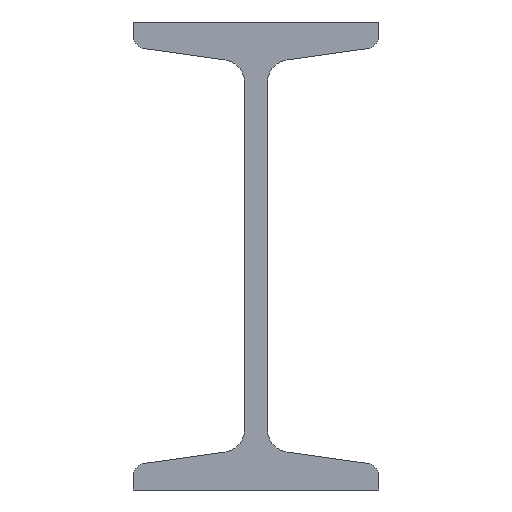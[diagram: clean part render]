
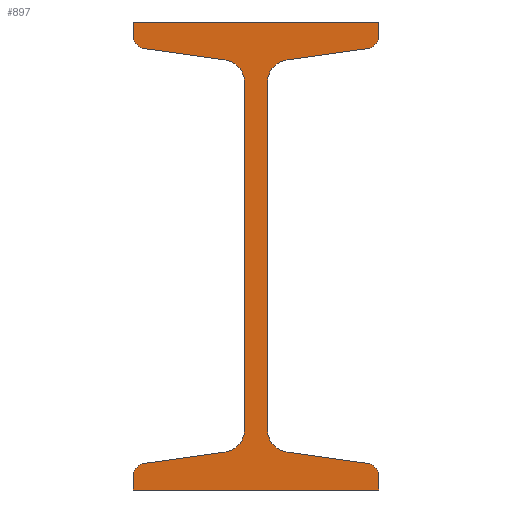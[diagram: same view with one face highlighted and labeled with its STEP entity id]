
A CAD part, front view. The second image highlights one B-rep face of the part: STEP entity #897.
In plain terms, the highlighted planar face has unit normal (0, -1, 0).
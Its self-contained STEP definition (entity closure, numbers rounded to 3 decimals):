
#2=DIRECTION('',(0.,0.,1.));
#3=VECTOR('',#2,2.267);
#4=CARTESIAN_POINT('',(-21.,0.,-40.));
#5=LINE('',#4,#3);
#6=CARTESIAN_POINT('',(-18.7,0.,-37.733));
#7=DIRECTION('',(0.,1.,0.));
#8=DIRECTION('',(-1.,0.,0.));
#9=AXIS2_PLACEMENT_3D('',#6,#7,#8);
#11=DIRECTION('',(0.99,0.,0.139));
#12=VECTOR('',#11,13.848);
#13=CARTESIAN_POINT('',(-19.02,0.,-35.455));
#14=LINE('',#13,#12);
#15=CARTESIAN_POINT('',(-5.85,0.,-29.666));
#16=DIRECTION('',(0.,-1.,0.));
#17=DIRECTION('',(0.139,0.,-0.99));
#18=AXIS2_PLACEMENT_3D('',#15,#16,#17);
#20=DIRECTION('',(0.,0.,1.));
#21=VECTOR('',#20,59.332);
#22=CARTESIAN_POINT('',(-1.95,0.,-29.666));
#23=LINE('',#22,#21);
#24=CARTESIAN_POINT('',(-5.85,0.,29.666));
#25=DIRECTION('',(0.,-1.,0.));
#26=DIRECTION('',(1.,0.,0.));
#27=AXIS2_PLACEMENT_3D('',#24,#25,#26);
#29=DIRECTION('',(-0.99,0.,0.139));
#30=VECTOR('',#29,13.848);
#31=CARTESIAN_POINT('',(-5.307,0.,33.528));
#32=LINE('',#31,#30);
#33=CARTESIAN_POINT('',(-18.7,0.,37.733));
#34=DIRECTION('',(0.,1.,0.));
#35=DIRECTION('',(-0.139,0.,-0.99));
#36=AXIS2_PLACEMENT_3D('',#33,#34,#35);
#38=DIRECTION('',(0.,0.,1.));
#39=VECTOR('',#38,2.267);
#40=CARTESIAN_POINT('',(-21.,0.,37.733));
#41=LINE('',#40,#39);
#42=DIRECTION('',(1.,0.,0.));
#43=VECTOR('',#42,42.);
#44=CARTESIAN_POINT('',(-21.,0.,40.));
#45=LINE('',#44,#43);
#46=DIRECTION('',(0.,0.,-1.));
#47=VECTOR('',#46,2.267);
#48=CARTESIAN_POINT('',(21.,0.,40.));
#49=LINE('',#48,#47);
#50=CARTESIAN_POINT('',(18.7,0.,37.733));
#51=DIRECTION('',(0.,1.,0.));
#52=DIRECTION('',(1.,0.,0.));
#53=AXIS2_PLACEMENT_3D('',#50,#51,#52);
#55=DIRECTION('',(-0.99,0.,-0.139));
#56=VECTOR('',#55,13.848);
#57=CARTESIAN_POINT('',(19.02,0.,35.455));
#58=LINE('',#57,#56);
#59=CARTESIAN_POINT('',(5.85,0.,29.666));
#60=DIRECTION('',(0.,-1.,0.));
#61=DIRECTION('',(-0.139,0.,0.99));
#62=AXIS2_PLACEMENT_3D('',#59,#60,#61);
#64=DIRECTION('',(0.,0.,-1.));
#65=VECTOR('',#64,59.332);
#66=CARTESIAN_POINT('',(1.95,0.,29.666));
#67=LINE('',#66,#65);
#68=CARTESIAN_POINT('',(5.85,0.,-29.666));
#69=DIRECTION('',(0.,-1.,0.));
#70=DIRECTION('',(-1.,0.,0.));
#71=AXIS2_PLACEMENT_3D('',#68,#69,#70);
#73=DIRECTION('',(0.99,0.,-0.139));
#74=VECTOR('',#73,13.848);
#75=CARTESIAN_POINT('',(5.307,0.,-33.528));
#76=LINE('',#75,#74);
#77=CARTESIAN_POINT('',(18.7,0.,-37.733));
#78=DIRECTION('',(0.,1.,0.));
#79=DIRECTION('',(0.139,0.,0.99));
#80=AXIS2_PLACEMENT_3D('',#77,#78,#79);
#82=DIRECTION('',(0.,0.,-1.));
#83=VECTOR('',#82,2.267);
#84=CARTESIAN_POINT('',(21.,0.,-37.733));
#85=LINE('',#84,#83);
#86=DIRECTION('',(-1.,0.,0.));
#87=VECTOR('',#86,42.);
#88=CARTESIAN_POINT('',(21.,0.,-40.));
#89=LINE('',#88,#87);
#642=CARTESIAN_POINT('',(-21.,0.,-40.));
#643=CARTESIAN_POINT('',(-21.,0.,-37.733));
#644=VERTEX_POINT('',#642);
#645=VERTEX_POINT('',#643);
#646=CARTESIAN_POINT('',(-19.02,0.,-35.455));
#647=VERTEX_POINT('',#646);
#648=CARTESIAN_POINT('',(-5.307,0.,-33.528));
#649=VERTEX_POINT('',#648);
#650=CARTESIAN_POINT('',(-1.95,0.,-29.666));
#651=VERTEX_POINT('',#650);
#652=CARTESIAN_POINT('',(-1.95,0.,29.666));
#653=VERTEX_POINT('',#652);
#654=CARTESIAN_POINT('',(-5.307,0.,33.528));
#655=VERTEX_POINT('',#654);
#656=CARTESIAN_POINT('',(-19.02,0.,35.455));
#657=VERTEX_POINT('',#656);
#658=CARTESIAN_POINT('',(-21.,0.,37.733));
#659=VERTEX_POINT('',#658);
#660=CARTESIAN_POINT('',(-21.,0.,40.));
#661=VERTEX_POINT('',#660);
#662=CARTESIAN_POINT('',(21.,0.,40.));
#663=VERTEX_POINT('',#662);
#664=CARTESIAN_POINT('',(21.,0.,37.733));
#665=VERTEX_POINT('',#664);
#666=CARTESIAN_POINT('',(19.02,0.,35.455));
#667=VERTEX_POINT('',#666);
#668=CARTESIAN_POINT('',(5.307,0.,33.528));
#669=VERTEX_POINT('',#668);
#670=CARTESIAN_POINT('',(1.95,0.,29.666));
#671=VERTEX_POINT('',#670);
#672=CARTESIAN_POINT('',(1.95,0.,-29.666));
#673=VERTEX_POINT('',#672);
#674=CARTESIAN_POINT('',(5.307,0.,-33.528));
#675=VERTEX_POINT('',#674);
#676=CARTESIAN_POINT('',(19.02,0.,-35.455));
#677=VERTEX_POINT('',#676);
#678=CARTESIAN_POINT('',(21.,0.,-37.733));
#679=VERTEX_POINT('',#678);
#680=CARTESIAN_POINT('',(21.,0.,-40.));
#681=VERTEX_POINT('',#680);
#850=CARTESIAN_POINT('',(0.,0.,0.));
#851=DIRECTION('',(0.,1.,0.));
#852=DIRECTION('',(1.,0.,0.));
#853=AXIS2_PLACEMENT_3D('',#850,#851,#852);
#854=PLANE('',#853);
#856=ORIENTED_EDGE('',*,*,#855,.T.);
#858=ORIENTED_EDGE('',*,*,#857,.T.);
#860=ORIENTED_EDGE('',*,*,#859,.T.);
#862=ORIENTED_EDGE('',*,*,#861,.T.);
#864=ORIENTED_EDGE('',*,*,#863,.T.);
#866=ORIENTED_EDGE('',*,*,#865,.T.);
#868=ORIENTED_EDGE('',*,*,#867,.T.);
#870=ORIENTED_EDGE('',*,*,#869,.T.);
#872=ORIENTED_EDGE('',*,*,#871,.T.);
#874=ORIENTED_EDGE('',*,*,#873,.T.);
#876=ORIENTED_EDGE('',*,*,#875,.T.);
#878=ORIENTED_EDGE('',*,*,#877,.T.);
#880=ORIENTED_EDGE('',*,*,#879,.T.);
#882=ORIENTED_EDGE('',*,*,#881,.T.);
#884=ORIENTED_EDGE('',*,*,#883,.T.);
#886=ORIENTED_EDGE('',*,*,#885,.T.);
#888=ORIENTED_EDGE('',*,*,#887,.T.);
#890=ORIENTED_EDGE('',*,*,#889,.T.);
#892=ORIENTED_EDGE('',*,*,#891,.T.);
#894=ORIENTED_EDGE('',*,*,#893,.T.);
#895=EDGE_LOOP('',(#856,#858,#860,#862,#864,#866,#868,#870,#872,#874,#876,#878,
#880,#882,#884,#886,#888,#890,#892,#894));
#896=FACE_OUTER_BOUND('',#895,.F.);
#897=ADVANCED_FACE('',(#896),#854,.F.);
#10=CIRCLE('',#9,2.3);
#19=CIRCLE('',#18,3.9);
#28=CIRCLE('',#27,3.9);
#37=CIRCLE('',#36,2.3);
#54=CIRCLE('',#53,2.3);
#63=CIRCLE('',#62,3.9);
#72=CIRCLE('',#71,3.9);
#81=CIRCLE('',#80,2.3);
#855=EDGE_CURVE('',#644,#645,#5,.T.);
#857=EDGE_CURVE('',#645,#647,#10,.T.);
#859=EDGE_CURVE('',#647,#649,#14,.T.);
#861=EDGE_CURVE('',#649,#651,#19,.T.);
#863=EDGE_CURVE('',#651,#653,#23,.T.);
#865=EDGE_CURVE('',#653,#655,#28,.T.);
#867=EDGE_CURVE('',#655,#657,#32,.T.);
#869=EDGE_CURVE('',#657,#659,#37,.T.);
#871=EDGE_CURVE('',#659,#661,#41,.T.);
#873=EDGE_CURVE('',#661,#663,#45,.T.);
#875=EDGE_CURVE('',#663,#665,#49,.T.);
#877=EDGE_CURVE('',#665,#667,#54,.T.);
#879=EDGE_CURVE('',#667,#669,#58,.T.);
#881=EDGE_CURVE('',#669,#671,#63,.T.);
#883=EDGE_CURVE('',#671,#673,#67,.T.);
#885=EDGE_CURVE('',#673,#675,#72,.T.);
#887=EDGE_CURVE('',#675,#677,#76,.T.);
#889=EDGE_CURVE('',#677,#679,#81,.T.);
#891=EDGE_CURVE('',#679,#681,#85,.T.);
#893=EDGE_CURVE('',#681,#644,#89,.T.);
